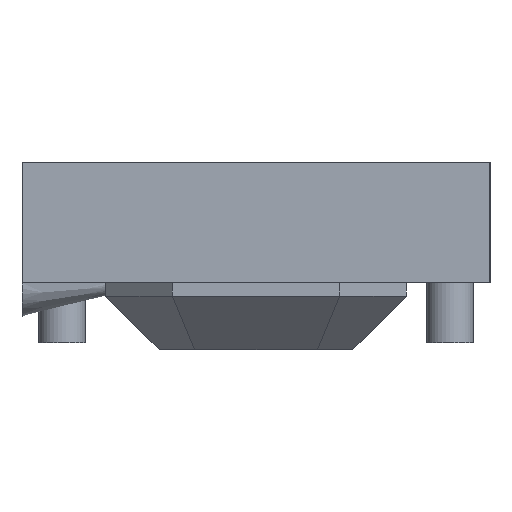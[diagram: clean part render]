
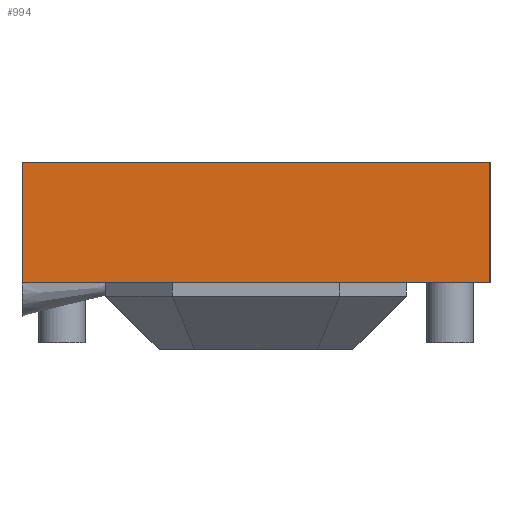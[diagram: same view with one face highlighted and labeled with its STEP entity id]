
A CAD part, left-side view. The second image highlights one B-rep face of the part: STEP entity #994.
In plain terms, the highlighted planar face has unit normal (-1, 0, 0).
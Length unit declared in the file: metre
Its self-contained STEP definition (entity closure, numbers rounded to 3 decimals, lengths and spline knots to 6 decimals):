
#156=ORIENTED_EDGE('',*,*,#364,.T.);
#157=ORIENTED_EDGE('',*,*,#375,.F.);
#158=ORIENTED_EDGE('',*,*,#376,.F.);
#159=ORIENTED_EDGE('',*,*,#373,.T.);
#364=EDGE_CURVE('',#475,#479,#583,.T.);
#373=EDGE_CURVE('',#486,#475,#587,.T.);
#375=EDGE_CURVE('',#487,#479,#589,.T.);
#376=EDGE_CURVE('',#486,#487,#590,.T.);
#475=VERTEX_POINT('',#1520);
#479=VERTEX_POINT('',#1529);
#486=VERTEX_POINT('',#1548);
#487=VERTEX_POINT('',#1552);
#583=LINE('',#1530,#695);
#587=LINE('',#1547,#699);
#589=LINE('',#1551,#701);
#590=LINE('',#1553,#702);
#695=VECTOR('',#1234,1.);
#699=VECTOR('',#1252,1.);
#701=VECTOR('',#1256,1.);
#702=VECTOR('',#1257,1.);
#784=EDGE_LOOP('',(#156,#157,#158,#159));
#864=FACE_BOUND('',#784,.T.);
#940=PLANE('',#1088);
#994=ADVANCED_FACE('',(#864),#940,.F.);
#1088=AXIS2_PLACEMENT_3D('',#1550,#1254,#1255);
#1234=DIRECTION('',(0.,-1.,0.));
#1252=DIRECTION('',(0.,0.,-1.));
#1254=DIRECTION('',(1.,0.,0.));
#1255=DIRECTION('',(0.,1.,0.));
#1256=DIRECTION('',(0.,0.,-1.));
#1257=DIRECTION('',(0.,-1.,0.));
#1520=CARTESIAN_POINT('',(-0.035,0.035,0.));
#1529=CARTESIAN_POINT('',(-0.035,-0.035,0.));
#1530=CARTESIAN_POINT('',(-0.035,0.,0.));
#1547=CARTESIAN_POINT('',(-0.035,0.035,0.018));
#1548=CARTESIAN_POINT('',(-0.035,0.035,0.018));
#1550=CARTESIAN_POINT('',(-0.035,0.,0.018));
#1551=CARTESIAN_POINT('',(-0.035,-0.035,0.018));
#1552=CARTESIAN_POINT('',(-0.035,-0.035,0.018));
#1553=CARTESIAN_POINT('',(-0.035,0.,0.018));
